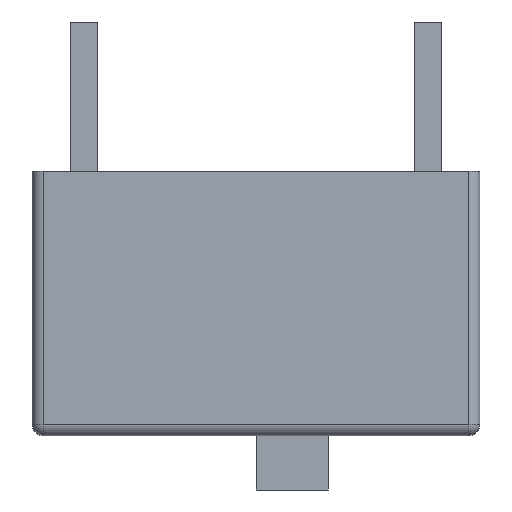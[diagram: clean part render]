
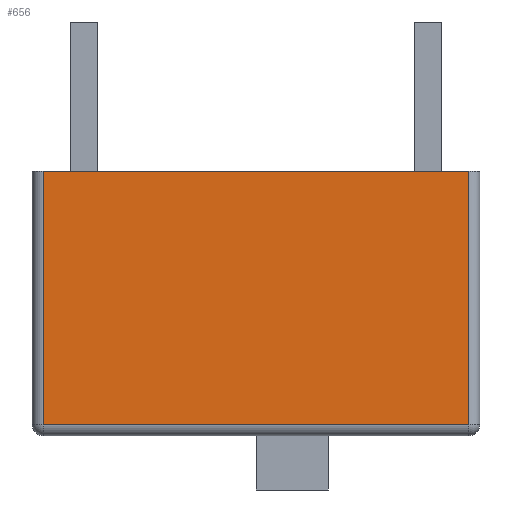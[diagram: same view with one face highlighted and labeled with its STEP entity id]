
A CAD part, left-side view. The second image highlights one B-rep face of the part: STEP entity #656.
In plain terms, the highlighted planar face has unit normal (-1, 0, 0).
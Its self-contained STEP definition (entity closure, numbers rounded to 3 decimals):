
#89 = DIRECTION ( 'NONE',  ( 1., 0., 0. ) ) ;
#130 = DIRECTION ( 'NONE',  ( 0., 0., -1. ) ) ;
#140 = AXIS2_PLACEMENT_3D ( 'NONE', #2089, #89, #1680 ) ;
#143 = CARTESIAN_POINT ( 'NONE',  ( -4.49, -4.7, 5.85 ) ) ;
#247 = FACE_OUTER_BOUND ( 'NONE', #905, .T. ) ;
#436 = VECTOR ( 'NONE', #2311, 1000. ) ;
#475 = ORIENTED_EDGE ( 'NONE', *, *, #2034, .T. ) ;
#493 = CARTESIAN_POINT ( 'NONE',  ( -4.49, 4.95, 0.25 ) ) ;
#515 = CARTESIAN_POINT ( 'NONE',  ( -4.49, 4.7, 5.85 ) ) ;
#545 = EDGE_CURVE ( 'NONE', #1548, #2428, #913, .T. ) ;
#656 = ADVANCED_FACE ( 'NONE', ( #247 ), #894, .F. ) ;
#704 = VECTOR ( 'NONE', #130, 1000. ) ;
#778 = EDGE_CURVE ( 'NONE', #1006, #2428, #2354, .T. ) ;
#790 = CARTESIAN_POINT ( 'NONE',  ( -4.49, -4.7, 0.25 ) ) ;
#894 = PLANE ( 'NONE',  #140 ) ;
#905 = EDGE_LOOP ( 'NONE', ( #2033, #1919, #1457, #475 ) ) ;
#913 = LINE ( 'NONE', #2339, #436 ) ;
#1006 = VERTEX_POINT ( 'NONE', #790 ) ;
#1045 = CARTESIAN_POINT ( 'NONE',  ( -4.49, 4.7, 5.85 ) ) ;
#1410 = CARTESIAN_POINT ( 'NONE',  ( -4.49, 4.7, 0.25 ) ) ;
#1457 = ORIENTED_EDGE ( 'NONE', *, *, #545, .F. ) ;
#1548 = VERTEX_POINT ( 'NONE', #1045 ) ;
#1680 = DIRECTION ( 'NONE',  ( 0., 1., 0. ) ) ;
#1797 = VECTOR ( 'NONE', #1908, 1000. ) ;
#1827 = LINE ( 'NONE', #515, #704 ) ;
#1856 = LINE ( 'NONE', #493, #1797 ) ;
#1908 = DIRECTION ( 'NONE',  ( 0., -1., 0. ) ) ;
#1919 = ORIENTED_EDGE ( 'NONE', *, *, #778, .T. ) ;
#1946 = EDGE_CURVE ( 'NONE', #2299, #1006, #1856, .T. ) ;
#2030 = CARTESIAN_POINT ( 'NONE',  ( -4.49, -4.7, 5.85 ) ) ;
#2033 = ORIENTED_EDGE ( 'NONE', *, *, #1946, .T. ) ;
#2034 = EDGE_CURVE ( 'NONE', #1548, #2299, #1827, .T. ) ;
#2089 = CARTESIAN_POINT ( 'NONE',  ( -4.49, 4.95, 5.85 ) ) ;
#2150 = DIRECTION ( 'NONE',  ( 0., 0., 1. ) ) ;
#2255 = VECTOR ( 'NONE', #2150, 1000. ) ;
#2299 = VERTEX_POINT ( 'NONE', #1410 ) ;
#2311 = DIRECTION ( 'NONE',  ( 0., -1., 0. ) ) ;
#2339 = CARTESIAN_POINT ( 'NONE',  ( -4.49, 4.95, 5.85 ) ) ;
#2354 = LINE ( 'NONE', #143, #2255 ) ;
#2428 = VERTEX_POINT ( 'NONE', #2030 ) ;
